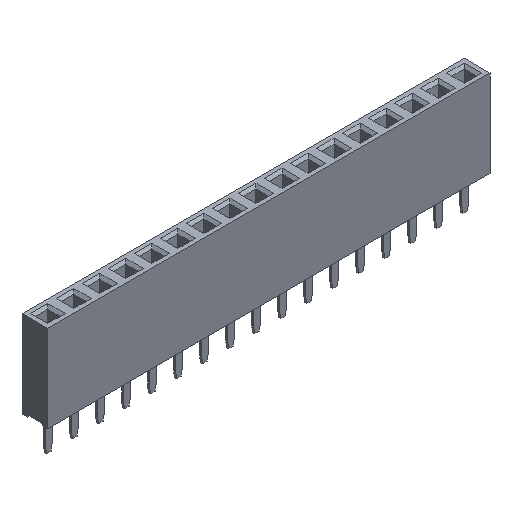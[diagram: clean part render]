
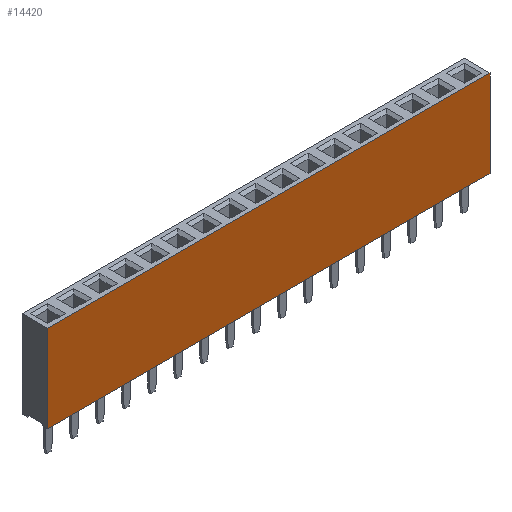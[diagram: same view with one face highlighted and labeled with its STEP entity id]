
A CAD part, isometric view. The second image highlights one B-rep face of the part: STEP entity #14420.
In plain terms, the highlighted planar face has unit normal (0, -1, 0).
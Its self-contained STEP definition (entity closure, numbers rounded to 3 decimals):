
#1000=PLANE('',#15286);
#1625=FACE_OUTER_BOUND('',#2514,.T.);
#2514=EDGE_LOOP('',(#11218,#11219,#11220,#11221));
#3199=LINE('',#19616,#4892);
#3271=LINE('',#19760,#4964);
#3852=LINE('',#21428,#5545);
#3859=LINE('',#21439,#5552);
#4892=VECTOR('',#16075,1.);
#4964=VECTOR('',#16149,1.);
#5545=VECTOR('',#17086,1.);
#5552=VECTOR('',#17097,1.);
#6713=VERTEX_POINT('',#19609);
#6716=VERTEX_POINT('',#19614);
#6787=VERTEX_POINT('',#19759);
#7326=VERTEX_POINT('',#21427);
#8071=EDGE_CURVE('',#6716,#6713,#3199,.T.);
#8143=EDGE_CURVE('',#6713,#6787,#3271,.T.);
#8812=EDGE_CURVE('',#7326,#6787,#3852,.T.);
#8819=EDGE_CURVE('',#6716,#7326,#3859,.T.);
#11218=ORIENTED_EDGE('',*,*,#8812,.T.);
#11219=ORIENTED_EDGE('',*,*,#8143,.F.);
#11220=ORIENTED_EDGE('',*,*,#8071,.F.);
#11221=ORIENTED_EDGE('',*,*,#8819,.T.);
#14420=ADVANCED_FACE('',(#1625),#1000,.F.);
#15286=AXIS2_PLACEMENT_3D('',#21440,#17098,#17099);
#16075=DIRECTION('',(1.,0.,0.));
#16149=DIRECTION('',(0.,0.,-1.));
#17086=DIRECTION('',(1.,0.,0.));
#17097=DIRECTION('',(0.,0.,-1.));
#17098=DIRECTION('center_axis',(0.,1.,0.));
#17099=DIRECTION('ref_axis',(0.,0.,1.));
#19609=CARTESIAN_POINT('',(21.59,-1.25,8.5));
#19614=CARTESIAN_POINT('',(-21.59,-1.25,8.5));
#19616=CARTESIAN_POINT('',(-21.59,-1.25,8.5));
#19759=CARTESIAN_POINT('',(21.59,-1.25,0.));
#19760=CARTESIAN_POINT('',(21.59,-1.25,8.5));
#21427=CARTESIAN_POINT('',(-21.59,-1.25,0.));
#21428=CARTESIAN_POINT('',(-21.59,-1.25,0.));
#21439=CARTESIAN_POINT('',(-21.59,-1.25,8.5));
#21440=CARTESIAN_POINT('Origin',(-21.59,-1.25,8.5));
